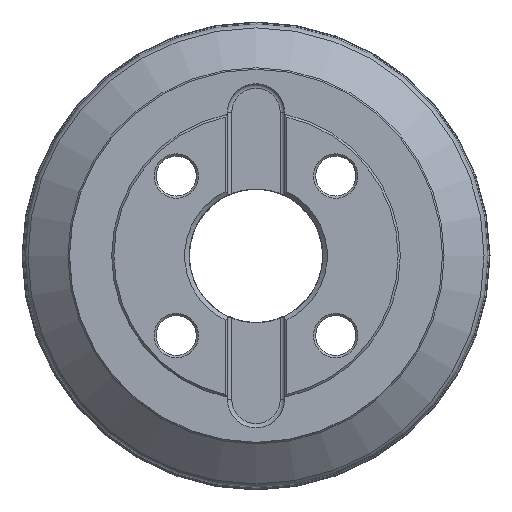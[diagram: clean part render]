
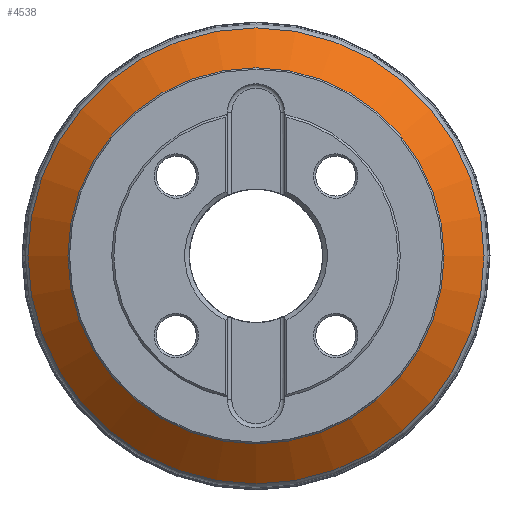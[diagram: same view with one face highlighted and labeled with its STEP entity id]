
A CAD part, top view. The second image highlights one B-rep face of the part: STEP entity #4538.
In plain terms, the highlighted conical face has half-angle 50 degrees and reference radius 84 mm.
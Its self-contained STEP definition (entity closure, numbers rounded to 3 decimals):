
#4452=CONICAL_SURFACE('',#27202,84.,50.);
#4538=ADVANCED_FACE('',(#8454,#8455),#4452,.T.);
#8454=FACE_BOUND('',#8782,.T.);
#8455=FACE_BOUND('',#8783,.T.);
#8782=EDGE_LOOP('',(#10728));
#8783=EDGE_LOOP('',(#10729));
#10728=ORIENTED_EDGE('',*,*,#20958,.T.);
#10729=ORIENTED_EDGE('',*,*,#20957,.T.);
#18586=VERTEX_POINT('',#35542);
#18587=VERTEX_POINT('',#35545);
#20957=EDGE_CURVE('',#18586,#18586,#24912,.T.);
#20958=EDGE_CURVE('',#18587,#18587,#24913,.T.);
#24912=CIRCLE('',#27199,102.714);
#24913=CIRCLE('',#27201,84.714);
#27199=AXIS2_PLACEMENT_3D('',#35541,#29722,#29723);
#27201=AXIS2_PLACEMENT_3D('',#35544,#29726,#29727);
#27202=AXIS2_PLACEMENT_3D('',#35546,#29728,#29729);
#29722=DIRECTION('',(0.,0.,1.));
#29723=DIRECTION('',(1.,0.,0.));
#29726=DIRECTION('',(0.,0.,-1.));
#29727=DIRECTION('',(-1.,0.,0.));
#29728=DIRECTION('',(0.,0.,-1.));
#29729=DIRECTION('',(-1.,0.,0.));
#35541=CARTESIAN_POINT('',(0.,0.,-31.703));
#35542=CARTESIAN_POINT('',(102.714,0.,-31.703));
#35544=CARTESIAN_POINT('',(0.,0.,-16.599));
#35545=CARTESIAN_POINT('',(-84.714,0.,-16.599));
#35546=CARTESIAN_POINT('',(0.,0.,-16.));
